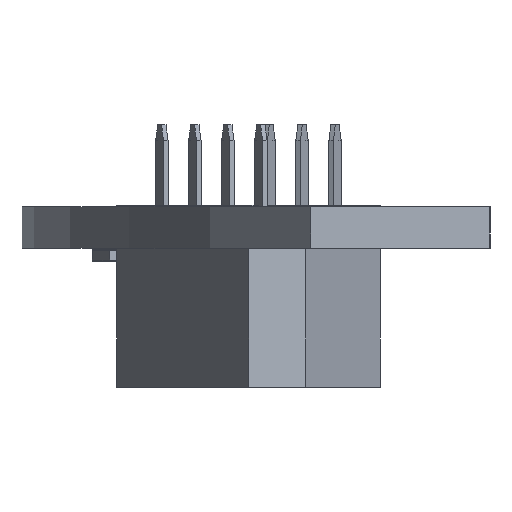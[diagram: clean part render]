
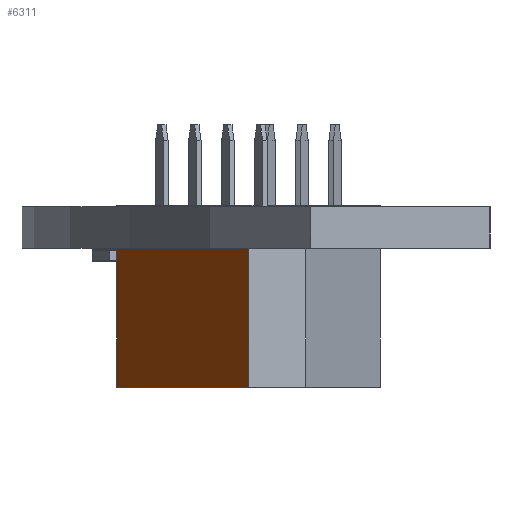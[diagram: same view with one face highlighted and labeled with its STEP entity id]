
A CAD part, left-side view. The second image highlights one B-rep face of the part: STEP entity #6311.
In plain terms, the highlighted free-form (B-spline) face has degree [1, 1] with [2, 2] control points.
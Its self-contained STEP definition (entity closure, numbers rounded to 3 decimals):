
#6311 = ADVANCED_FACE('',(#6312),#6325,.F.);
#6312 = FACE_BOUND('',#6313,.F.);
#6313 = EDGE_LOOP('',(#6314,#6346,#6371,#6396));
#6314 = ORIENTED_EDGE('',*,*,#6315,.T.);
#6315 = EDGE_CURVE('',#6316,#6318,#6320,.T.);
#6316 = VERTEX_POINT('',#6317);
#6317 = CARTESIAN_POINT('',(1.27,-8.89,0.));
#6318 = VERTEX_POINT('',#6319);
#6319 = CARTESIAN_POINT('',(1.27,-8.89,7.));
#6320 = SURFACE_CURVE('',#6321,(#6324,#6335),.PCURVE_S1.);
#6321 = B_SPLINE_CURVE_WITH_KNOTS('',1,(#6322,#6323),.UNSPECIFIED.,.F.,
  .F.,(2,2),(0.,7.),.PIECEWISE_BEZIER_KNOTS.);
#6322 = CARTESIAN_POINT('',(1.27,-8.89,0.));
#6323 = CARTESIAN_POINT('',(1.27,-8.89,7.));
#6324 = PCURVE('',#6325,#6330);
#6325 = B_SPLINE_SURFACE_WITH_KNOTS('',1,1,(
    (#6326,#6327)
    ,(#6328,#6329
    )),.UNSPECIFIED.,.F.,.F.,.F.,(2,2),(2,2),(0.,10.16),(-7.,0.),
  .PIECEWISE_BEZIER_KNOTS.);
#6326 = CARTESIAN_POINT('',(1.27,-8.89,7.));
#6327 = CARTESIAN_POINT('',(1.27,-8.89,0.));
#6328 = CARTESIAN_POINT('',(1.27,1.27,7.));
#6329 = CARTESIAN_POINT('',(1.27,1.27,0.));
#6330 = DEFINITIONAL_REPRESENTATION('',(#6331),#6334);
#6331 = B_SPLINE_CURVE_WITH_KNOTS('',1,(#6332,#6333),.UNSPECIFIED.,.F.,
  .F.,(2,2),(0.,7.),.PIECEWISE_BEZIER_KNOTS.);
#6332 = CARTESIAN_POINT('',(0.,0.));
#6333 = CARTESIAN_POINT('',(0.,-7.));
#6334 = ( GEOMETRIC_REPRESENTATION_CONTEXT(2) 
PARAMETRIC_REPRESENTATION_CONTEXT() REPRESENTATION_CONTEXT('2D SPACE',''
  ) );
#6335 = PCURVE('',#6336,#6341);
#6336 = B_SPLINE_SURFACE_WITH_KNOTS('',1,1,(
    (#6337,#6338)
    ,(#6339,#6340
    )),.UNSPECIFIED.,.F.,.F.,.F.,(2,2),(2,2),(0.,2.54),(-7.,0.),
  .PIECEWISE_BEZIER_KNOTS.);
#6337 = CARTESIAN_POINT('',(-1.27,-8.89,7.));
#6338 = CARTESIAN_POINT('',(-1.27,-8.89,0.));
#6339 = CARTESIAN_POINT('',(1.27,-8.89,7.));
#6340 = CARTESIAN_POINT('',(1.27,-8.89,0.));
#6341 = DEFINITIONAL_REPRESENTATION('',(#6342),#6345);
#6342 = B_SPLINE_CURVE_WITH_KNOTS('',1,(#6343,#6344),.UNSPECIFIED.,.F.,
  .F.,(2,2),(0.,7.),.PIECEWISE_BEZIER_KNOTS.);
#6343 = CARTESIAN_POINT('',(2.54,0.));
#6344 = CARTESIAN_POINT('',(2.54,-7.));
#6345 = ( GEOMETRIC_REPRESENTATION_CONTEXT(2) 
PARAMETRIC_REPRESENTATION_CONTEXT() REPRESENTATION_CONTEXT('2D SPACE',''
  ) );
#6346 = ORIENTED_EDGE('',*,*,#6347,.T.);
#6347 = EDGE_CURVE('',#6318,#6348,#6350,.T.);
#6348 = VERTEX_POINT('',#6349);
#6349 = CARTESIAN_POINT('',(1.27,1.27,7.));
#6350 = SURFACE_CURVE('',#6351,(#6354,#6360),.PCURVE_S1.);
#6351 = B_SPLINE_CURVE_WITH_KNOTS('',1,(#6352,#6353),.UNSPECIFIED.,.F.,
  .F.,(2,2),(0.,10.16),.PIECEWISE_BEZIER_KNOTS.);
#6352 = CARTESIAN_POINT('',(1.27,-8.89,7.));
#6353 = CARTESIAN_POINT('',(1.27,1.27,7.));
#6354 = PCURVE('',#6325,#6355);
#6355 = DEFINITIONAL_REPRESENTATION('',(#6356),#6359);
#6356 = B_SPLINE_CURVE_WITH_KNOTS('',1,(#6357,#6358),.UNSPECIFIED.,.F.,
  .F.,(2,2),(0.,10.16),.PIECEWISE_BEZIER_KNOTS.);
#6357 = CARTESIAN_POINT('',(0.,-7.));
#6358 = CARTESIAN_POINT('',(10.16,-7.));
#6359 = ( GEOMETRIC_REPRESENTATION_CONTEXT(2) 
PARAMETRIC_REPRESENTATION_CONTEXT() REPRESENTATION_CONTEXT('2D SPACE',''
  ) );
#6360 = PCURVE('',#6361,#6366);
#6361 = B_SPLINE_SURFACE_WITH_KNOTS('',1,1,(
    (#6362,#6363)
    ,(#6364,#6365)),.UNSPECIFIED.,.F.,.F.,.F.,(2,2),(2,2),(-10.16,0.),(
    0.,2.54),.PIECEWISE_BEZIER_KNOTS.);
#6362 = CARTESIAN_POINT('',(1.27,1.27,7.));
#6363 = CARTESIAN_POINT('',(-1.27,1.27,7.));
#6364 = CARTESIAN_POINT('',(1.27,-8.89,7.));
#6365 = CARTESIAN_POINT('',(-1.27,-8.89,7.));
#6366 = DEFINITIONAL_REPRESENTATION('',(#6367),#6370);
#6367 = B_SPLINE_CURVE_WITH_KNOTS('',1,(#6368,#6369),.UNSPECIFIED.,.F.,
  .F.,(2,2),(0.,10.16),.PIECEWISE_BEZIER_KNOTS.);
#6368 = CARTESIAN_POINT('',(0.,0.));
#6369 = CARTESIAN_POINT('',(-10.16,0.));
#6370 = ( GEOMETRIC_REPRESENTATION_CONTEXT(2) 
PARAMETRIC_REPRESENTATION_CONTEXT() REPRESENTATION_CONTEXT('2D SPACE',''
  ) );
#6371 = ORIENTED_EDGE('',*,*,#6372,.F.);
#6372 = EDGE_CURVE('',#6373,#6348,#6375,.T.);
#6373 = VERTEX_POINT('',#6374);
#6374 = CARTESIAN_POINT('',(1.27,1.27,0.));
#6375 = SURFACE_CURVE('',#6376,(#6379,#6385),.PCURVE_S1.);
#6376 = B_SPLINE_CURVE_WITH_KNOTS('',1,(#6377,#6378),.UNSPECIFIED.,.F.,
  .F.,(2,2),(0.,7.),.PIECEWISE_BEZIER_KNOTS.);
#6377 = CARTESIAN_POINT('',(1.27,1.27,0.));
#6378 = CARTESIAN_POINT('',(1.27,1.27,7.));
#6379 = PCURVE('',#6325,#6380);
#6380 = DEFINITIONAL_REPRESENTATION('',(#6381),#6384);
#6381 = B_SPLINE_CURVE_WITH_KNOTS('',1,(#6382,#6383),.UNSPECIFIED.,.F.,
  .F.,(2,2),(0.,7.),.PIECEWISE_BEZIER_KNOTS.);
#6382 = CARTESIAN_POINT('',(10.16,0.));
#6383 = CARTESIAN_POINT('',(10.16,-7.));
#6384 = ( GEOMETRIC_REPRESENTATION_CONTEXT(2) 
PARAMETRIC_REPRESENTATION_CONTEXT() REPRESENTATION_CONTEXT('2D SPACE',''
  ) );
#6385 = PCURVE('',#6386,#6391);
#6386 = B_SPLINE_SURFACE_WITH_KNOTS('',1,1,(
    (#6387,#6388)
    ,(#6389,#6390
    )),.UNSPECIFIED.,.F.,.F.,.F.,(2,2),(2,2),(0.,2.54),(-7.,0.),
  .PIECEWISE_BEZIER_KNOTS.);
#6387 = CARTESIAN_POINT('',(1.27,1.27,7.));
#6388 = CARTESIAN_POINT('',(1.27,1.27,0.));
#6389 = CARTESIAN_POINT('',(-1.27,1.27,7.));
#6390 = CARTESIAN_POINT('',(-1.27,1.27,0.));
#6391 = DEFINITIONAL_REPRESENTATION('',(#6392),#6395);
#6392 = B_SPLINE_CURVE_WITH_KNOTS('',1,(#6393,#6394),.UNSPECIFIED.,.F.,
  .F.,(2,2),(0.,7.),.PIECEWISE_BEZIER_KNOTS.);
#6393 = CARTESIAN_POINT('',(0.,0.));
#6394 = CARTESIAN_POINT('',(0.,-7.));
#6395 = ( GEOMETRIC_REPRESENTATION_CONTEXT(2) 
PARAMETRIC_REPRESENTATION_CONTEXT() REPRESENTATION_CONTEXT('2D SPACE',''
  ) );
#6396 = ORIENTED_EDGE('',*,*,#6397,.F.);
#6397 = EDGE_CURVE('',#6316,#6373,#6398,.T.);
#6398 = SURFACE_CURVE('',#6399,(#6402,#6408),.PCURVE_S1.);
#6399 = B_SPLINE_CURVE_WITH_KNOTS('',1,(#6400,#6401),.UNSPECIFIED.,.F.,
  .F.,(2,2),(0.,10.16),.PIECEWISE_BEZIER_KNOTS.);
#6400 = CARTESIAN_POINT('',(1.27,-8.89,0.));
#6401 = CARTESIAN_POINT('',(1.27,1.27,0.));
#6402 = PCURVE('',#6325,#6403);
#6403 = DEFINITIONAL_REPRESENTATION('',(#6404),#6407);
#6404 = B_SPLINE_CURVE_WITH_KNOTS('',1,(#6405,#6406),.UNSPECIFIED.,.F.,
  .F.,(2,2),(0.,10.16),.PIECEWISE_BEZIER_KNOTS.);
#6405 = CARTESIAN_POINT('',(0.,0.));
#6406 = CARTESIAN_POINT('',(10.16,0.));
#6407 = ( GEOMETRIC_REPRESENTATION_CONTEXT(2) 
PARAMETRIC_REPRESENTATION_CONTEXT() REPRESENTATION_CONTEXT('2D SPACE',''
  ) );
#6408 = PCURVE('',#6409,#6414);
#6409 = B_SPLINE_SURFACE_WITH_KNOTS('',1,1,(
    (#6410,#6411)
    ,(#6412,#6413)),.UNSPECIFIED.,.F.,.F.,.F.,(2,2),(2,2),(-10.16,0.),(
    0.,0.423),.PIECEWISE_BEZIER_KNOTS.);
#6410 = CARTESIAN_POINT('',(1.27,1.27,0.));
#6411 = CARTESIAN_POINT('',(0.847,1.27,0.));
#6412 = CARTESIAN_POINT('',(1.27,-8.89,0.));
#6413 = CARTESIAN_POINT('',(0.847,-8.89,0.));
#6414 = DEFINITIONAL_REPRESENTATION('',(#6415),#6418);
#6415 = B_SPLINE_CURVE_WITH_KNOTS('',1,(#6416,#6417),.UNSPECIFIED.,.F.,
  .F.,(2,2),(0.,10.16),.PIECEWISE_BEZIER_KNOTS.);
#6416 = CARTESIAN_POINT('',(0.,0.));
#6417 = CARTESIAN_POINT('',(-10.16,0.));
#6418 = ( GEOMETRIC_REPRESENTATION_CONTEXT(2) 
PARAMETRIC_REPRESENTATION_CONTEXT() REPRESENTATION_CONTEXT('2D SPACE',''
  ) );
